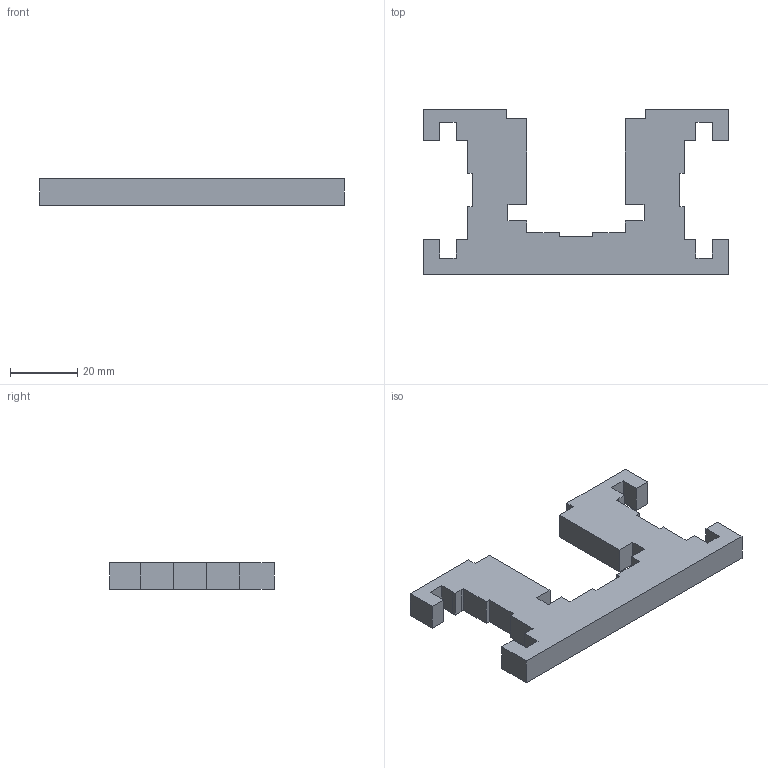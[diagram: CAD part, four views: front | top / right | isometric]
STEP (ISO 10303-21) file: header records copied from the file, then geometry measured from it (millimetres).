
FILE_DESCRIPTION(/* description */ (''),/* implementation_level */ '2;1');
FILE_NAME(/* name */ 'Servo_support v4.step',/* time_stamp */ '2018-10-19T17:27:44+11:00',/* author */ ('TaylorY96'),/* organization */ (''),/* preprocessor_version */ 'ST-DEVELOPER v17.2',/* originating_system */ 'Autodesk Translation Framework v7.6.0.251',/* authorisation */ '');
FILE_SCHEMA (('AUTOMOTIVE_DESIGN { 1 0 10303 214 3 1 1 }'));
Length unit declared in the file: millimetre
Products named in the file (1): Servo_support
Bounding box: 91 x 49.14 x 8 mm (x, y, z)
Volume: 19042.1 mm3; surface area: 8612.8 mm2
Topology: 1 solids, 1 shells, 62 faces, 184 edges, 124 vertices
Faces by surface type: plane 62
Entity records: 2080 total; most frequent: CARTESIAN_POINT 371, ORIENTED_EDGE 368, DIRECTION 310, LINE 184, VECTOR 184, EDGE_CURVE 184, VERTEX_POINT 124, AXIS2_PLACEMENT_3D 63
